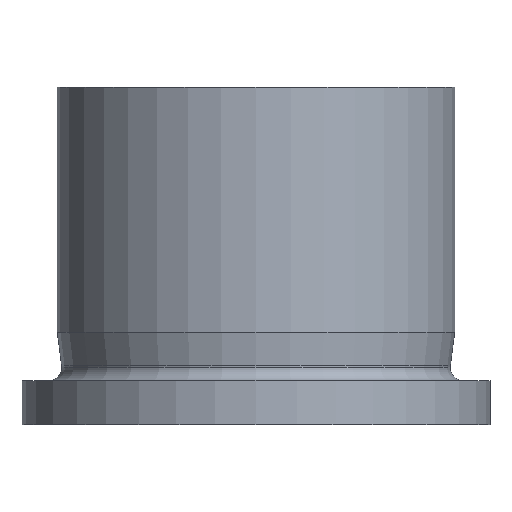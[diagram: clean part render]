
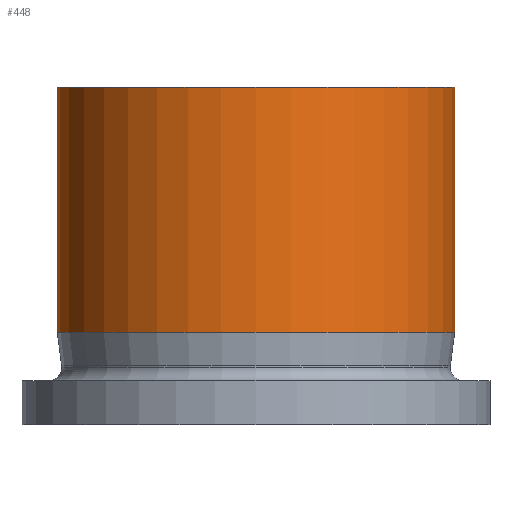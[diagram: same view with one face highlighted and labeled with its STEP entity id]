
A CAD part, front view. The second image highlights one B-rep face of the part: STEP entity #448.
In plain terms, the highlighted cylindrical face has radius 90 mm (diameter 180 mm), a partial arc.
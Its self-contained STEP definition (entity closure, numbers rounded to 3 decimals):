
#7 = CIRCLE ( 'NONE', #398, 90. ) ;
#10 = CARTESIAN_POINT ( 'NONE',  ( 0., 0., 153. ) ) ;
#15 = CARTESIAN_POINT ( 'NONE',  ( -90., 0., 153. ) ) ;
#47 = DIRECTION ( 'NONE',  ( 0., 0., -1. ) ) ;
#58 = CARTESIAN_POINT ( 'NONE',  ( 0., 0., 0. ) ) ;
#90 = CARTESIAN_POINT ( 'NONE',  ( -90., 0., 42. ) ) ;
#91 = DIRECTION ( 'NONE',  ( 0., 0., -1. ) ) ;
#100 = FACE_OUTER_BOUND ( 'NONE', #280, .T. ) ;
#103 = DIRECTION ( 'NONE',  ( -1., 0., 0. ) ) ;
#172 = AXIS2_PLACEMENT_3D ( 'NONE', #58, #434, #103 ) ;
#212 = DIRECTION ( 'NONE',  ( 0., 0., -1. ) ) ;
#213 = LINE ( 'NONE', #422, #264 ) ;
#217 = DIRECTION ( 'NONE',  ( 0., 0., -1. ) ) ;
#229 = VERTEX_POINT ( 'NONE', #531 ) ;
#245 = AXIS2_PLACEMENT_3D ( 'NONE', #258, #47, #379 ) ;
#252 = LINE ( 'NONE', #255, #472 ) ;
#255 = CARTESIAN_POINT ( 'NONE',  ( -90., 0., 0. ) ) ;
#258 = CARTESIAN_POINT ( 'NONE',  ( 0., 0., 42. ) ) ;
#259 = EDGE_CURVE ( 'NONE', #319, #390, #252, .T. ) ;
#264 = VECTOR ( 'NONE', #217, 1000. ) ;
#265 = ORIENTED_EDGE ( 'NONE', *, *, #357, .F. ) ;
#280 = EDGE_LOOP ( 'NONE', ( #265, #321, #358, #439 ) ) ;
#302 = EDGE_CURVE ( 'NONE', #322, #319, #7, .T. ) ;
#319 = VERTEX_POINT ( 'NONE', #15 ) ;
#321 = ORIENTED_EDGE ( 'NONE', *, *, #302, .T. ) ;
#322 = VERTEX_POINT ( 'NONE', #420 ) ;
#357 = EDGE_CURVE ( 'NONE', #322, #229, #213, .T. ) ;
#358 = ORIENTED_EDGE ( 'NONE', *, *, #259, .T. ) ;
#379 = DIRECTION ( 'NONE',  ( -1., 0., 0. ) ) ;
#390 = VERTEX_POINT ( 'NONE', #90 ) ;
#393 = EDGE_CURVE ( 'NONE', #229, #390, #470, .T. ) ;
#398 = AXIS2_PLACEMENT_3D ( 'NONE', #10, #212, #417 ) ;
#417 = DIRECTION ( 'NONE',  ( -1., 0., 0. ) ) ;
#420 = CARTESIAN_POINT ( 'NONE',  ( 90., 0., 153. ) ) ;
#422 = CARTESIAN_POINT ( 'NONE',  ( 90., 0., 0. ) ) ;
#434 = DIRECTION ( 'NONE',  ( 0., 0., -1. ) ) ;
#439 = ORIENTED_EDGE ( 'NONE', *, *, #393, .F. ) ;
#448 = ADVANCED_FACE ( 'NONE', ( #100 ), #518, .T. ) ;
#470 = CIRCLE ( 'NONE', #245, 90. ) ;
#472 = VECTOR ( 'NONE', #91, 1000. ) ;
#518 = CYLINDRICAL_SURFACE ( 'NONE', #172, 90. ) ;
#531 = CARTESIAN_POINT ( 'NONE',  ( 90., 0., 42. ) ) ;
